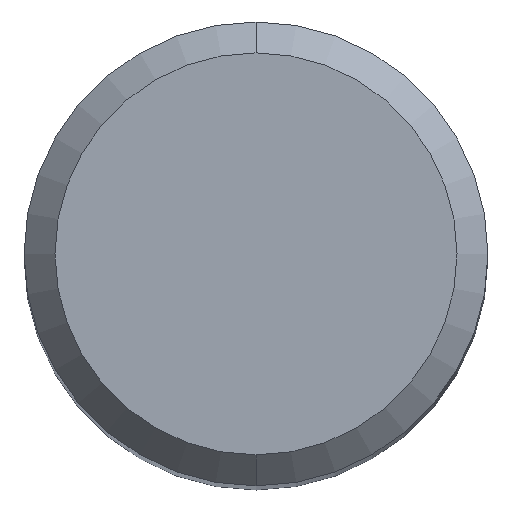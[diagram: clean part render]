
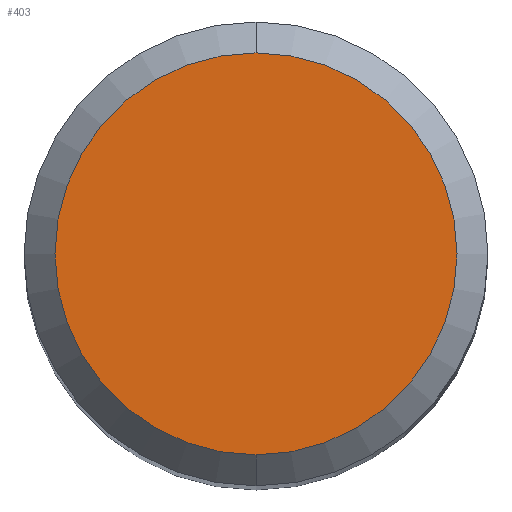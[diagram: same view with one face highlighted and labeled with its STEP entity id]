
A CAD part, top view. The second image highlights one B-rep face of the part: STEP entity #403.
In plain terms, the highlighted planar face has unit normal (0, 0, 1).
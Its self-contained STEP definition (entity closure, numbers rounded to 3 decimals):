
#251=EDGE_CURVE('',#335,#291,#570,.T.);
#291=VERTEX_POINT('',#616);
#317=EDGE_CURVE('',#291,#335,#646,.T.);
#335=VERTEX_POINT('',#664);
#403=ADVANCED_FACE('',(#740),#741,.T.);
#570=CIRCLE('',#990,2.6);
#616=CARTESIAN_POINT('',(0.,-2.6,0.0));
#646=CIRCLE('',#1146,2.6);
#664=CARTESIAN_POINT('',(0.0,2.6,0.0));
#740=FACE_OUTER_BOUND('',#1288,.T.);
#741=PLANE('',#1289);
#990=AXIS2_PLACEMENT_3D('',#1527,#1528,#1529);
#1146=AXIS2_PLACEMENT_3D('',#1644,#1645,#1646);
#1288=EDGE_LOOP('',(#1755,#1756));
#1289=AXIS2_PLACEMENT_3D('',#1757,#1758,#1759);
#1527=CARTESIAN_POINT('',(0.0,0.0,0.0));
#1528=DIRECTION('',(0.0,0.0,-1.0));
#1529=DIRECTION('',(0.0,1.0,0.0));
#1644=CARTESIAN_POINT('',(0.0,0.0,0.0));
#1645=DIRECTION('',(0.0,0.0,-1.0));
#1646=DIRECTION('',(0.0,1.0,0.0));
#1755=ORIENTED_EDGE('',*,*,#251,.F.);
#1756=ORIENTED_EDGE('',*,*,#317,.F.);
#1757=CARTESIAN_POINT('',(0.0,1.3,0.0));
#1758=DIRECTION('',(-0.0,0.0,1.0));
#1759=DIRECTION('',(0.0,-1.0,0.0));
